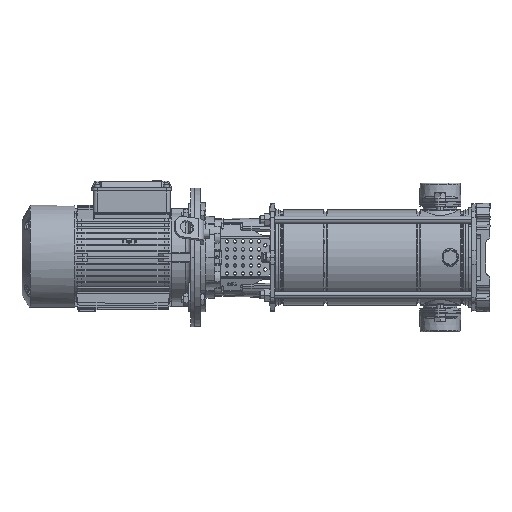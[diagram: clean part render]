
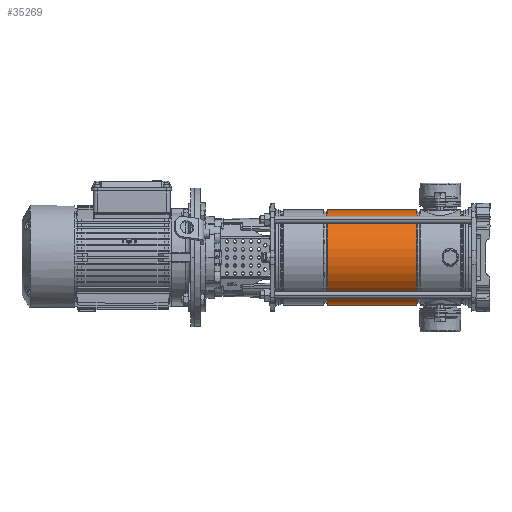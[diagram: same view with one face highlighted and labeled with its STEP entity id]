
A CAD part, left-side view. The second image highlights one B-rep face of the part: STEP entity #35269.
In plain terms, the highlighted cylindrical face has radius 85.9 mm (diameter 171.8 mm), a partial arc.
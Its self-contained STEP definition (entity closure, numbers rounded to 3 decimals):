
#969 = AXIS2_PLACEMENT_3D ( 'NONE', #83854, #59590, #99722 ) ;
#3661 = FACE_OUTER_BOUND ( 'NONE', #5807, .T. ) ;
#5316 = DIRECTION ( 'NONE',  ( 0., 0., -1. ) ) ;
#5807 = EDGE_LOOP ( 'NONE', ( #17701, #30368, #48618, #9293 ) ) ;
#7165 = EDGE_CURVE ( 'NONE', #72807, #32161, #36698, .T. ) ;
#9243 = EDGE_CURVE ( 'NONE', #44095, #65554, #10559, .T. ) ;
#9293 = ORIENTED_EDGE ( 'NONE', *, *, #79598, .F. ) ;
#10559 = LINE ( 'NONE', #98167, #48866 ) ;
#15634 = CIRCLE ( 'NONE', #93165, 85.9 ) ;
#17701 = ORIENTED_EDGE ( 'NONE', *, *, #9243, .F. ) ;
#27506 = EDGE_CURVE ( 'NONE', #44095, #72807, #15634, .T. ) ;
#30368 = ORIENTED_EDGE ( 'NONE', *, *, #27506, .T. ) ;
#32161 = VERTEX_POINT ( 'NONE', #86185 ) ;
#35269 = ADVANCED_FACE ( 'NONE', ( #3661 ), #91284, .T. ) ;
#36698 = LINE ( 'NONE', #37229, #56923 ) ;
#37229 = CARTESIAN_POINT ( 'NONE',  ( -85.9, 0., 0. ) ) ;
#37984 = DIRECTION ( 'NONE',  ( -1., 0., 0. ) ) ;
#44095 = VERTEX_POINT ( 'NONE', #92934 ) ;
#45692 = DIRECTION ( 'NONE',  ( 0., 0., -1. ) ) ;
#46688 = AXIS2_PLACEMENT_3D ( 'NONE', #68889, #45692, #63084 ) ;
#48618 = ORIENTED_EDGE ( 'NONE', *, *, #7165, .T. ) ;
#48866 = VECTOR ( 'NONE', #99203, 1000. ) ;
#56923 = VECTOR ( 'NONE', #86282, 1000. ) ;
#59590 = DIRECTION ( 'NONE',  ( 0., 0., -1. ) ) ;
#63084 = DIRECTION ( 'NONE',  ( -1., 0., 0. ) ) ;
#65554 = VERTEX_POINT ( 'NONE', #99772 ) ;
#68889 = CARTESIAN_POINT ( 'NONE',  ( 0., 0., 93.897 ) ) ;
#71956 = CIRCLE ( 'NONE', #46688, 85.9 ) ;
#72807 = VERTEX_POINT ( 'NONE', #96468 ) ;
#79598 = EDGE_CURVE ( 'NONE', #65554, #32161, #71956, .T. ) ;
#83854 = CARTESIAN_POINT ( 'NONE',  ( 0., 0., 0. ) ) ;
#85485 = CARTESIAN_POINT ( 'NONE',  ( 0., 0., 255.103 ) ) ;
#86185 = CARTESIAN_POINT ( 'NONE',  ( -85.9, 0., 93.897 ) ) ;
#86282 = DIRECTION ( 'NONE',  ( 0., 0., -1. ) ) ;
#91284 = CYLINDRICAL_SURFACE ( 'NONE', #969, 85.9 ) ;
#92934 = CARTESIAN_POINT ( 'NONE',  ( 85.9, 0., 255.103 ) ) ;
#93165 = AXIS2_PLACEMENT_3D ( 'NONE', #85485, #5316, #37984 ) ;
#96468 = CARTESIAN_POINT ( 'NONE',  ( -85.9, 0., 255.103 ) ) ;
#98167 = CARTESIAN_POINT ( 'NONE',  ( 85.9, 0., 0. ) ) ;
#99203 = DIRECTION ( 'NONE',  ( 0., 0., -1. ) ) ;
#99722 = DIRECTION ( 'NONE',  ( -1., 0., 0. ) ) ;
#99772 = CARTESIAN_POINT ( 'NONE',  ( 85.9, 0., 93.897 ) ) ;
